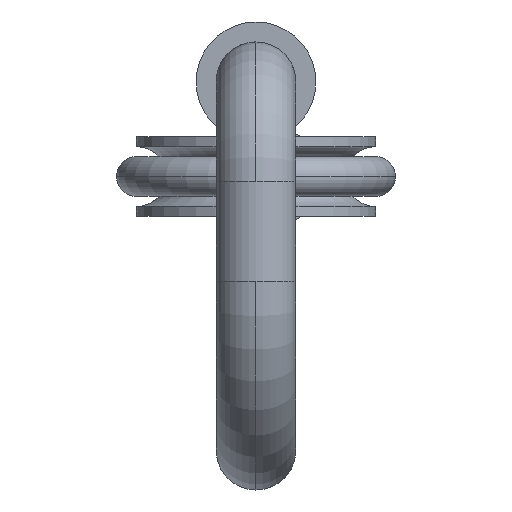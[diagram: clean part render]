
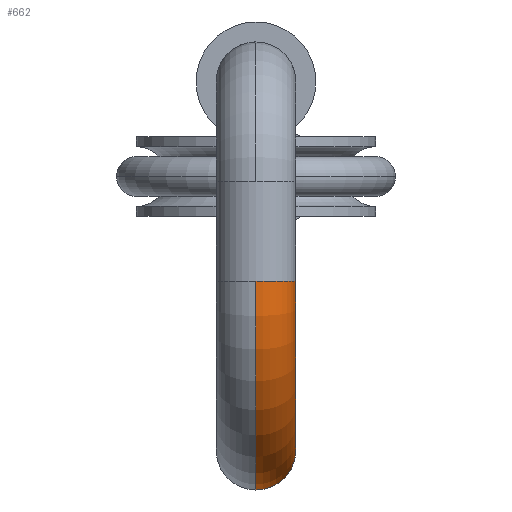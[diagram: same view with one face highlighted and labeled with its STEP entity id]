
A CAD part, left-side view. The second image highlights one B-rep face of the part: STEP entity #662.
In plain terms, the highlighted toroidal (fillet/blend) face has major radius 17 mm and minor radius 4 mm.
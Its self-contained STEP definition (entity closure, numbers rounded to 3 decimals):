
#52 = AXIS2_PLACEMENT_3D ( 'NONE', #1337, #2033, #3755 ) ;
#134 = DIRECTION ( 'NONE',  ( 0., 0., 1. ) ) ;
#282 = AXIS2_PLACEMENT_3D ( 'NONE', #1816, #2186, #134 ) ;
#330 = DIRECTION ( 'NONE',  ( 0., 0., 1. ) ) ;
#445 = FACE_OUTER_BOUND ( 'NONE', #3888, .T. ) ;
#657 = ORIENTED_EDGE ( 'NONE', *, *, #1148, .T. ) ;
#662 = ADVANCED_FACE ( 'NONE', ( #445 ), #1032, .T. ) ;
#727 = AXIS2_PLACEMENT_3D ( 'NONE', #2077, #1055, #2757 ) ;
#809 = CIRCLE ( 'NONE', #3108, 13. ) ;
#846 = ORIENTED_EDGE ( 'NONE', *, *, #3065, .F. ) ;
#897 = DIRECTION ( 'NONE',  ( 0., 0., 1. ) ) ;
#906 = VERTEX_POINT ( 'NONE', #2187 ) ;
#992 = CIRCLE ( 'NONE', #1523, 4. ) ;
#1032 = TOROIDAL_SURFACE ( 'NONE', #2239, 17., 4. ) ;
#1055 = DIRECTION ( 'NONE',  ( 0., -1., 0. ) ) ;
#1059 = VERTEX_POINT ( 'NONE', #4023 ) ;
#1148 = EDGE_CURVE ( 'NONE', #3037, #906, #4232, .T. ) ;
#1229 = EDGE_CURVE ( 'NONE', #3037, #3300, #2334, .T. ) ;
#1337 = CARTESIAN_POINT ( 'NONE',  ( 43., 10.5, 0. ) ) ;
#1523 = AXIS2_PLACEMENT_3D ( 'NONE', #1897, #2955, #897 ) ;
#1816 = CARTESIAN_POINT ( 'NONE',  ( 60., 10.5, 0. ) ) ;
#1897 = CARTESIAN_POINT ( 'NONE',  ( 36.098, 26.036, 0. ) ) ;
#1997 = CARTESIAN_POINT ( 'NONE',  ( 43., 10.5, 0. ) ) ;
#2028 = CIRCLE ( 'NONE', #282, 4. ) ;
#2033 = DIRECTION ( 'NONE',  ( 0., 0., 1. ) ) ;
#2077 = CARTESIAN_POINT ( 'NONE',  ( 60., 10.5, 0. ) ) ;
#2186 = DIRECTION ( 'NONE',  ( 0., -1., 0. ) ) ;
#2187 = CARTESIAN_POINT ( 'NONE',  ( 34.475, 29.692, 0. ) ) ;
#2239 = AXIS2_PLACEMENT_3D ( 'NONE', #2374, #330, #2725 ) ;
#2311 = DIRECTION ( 'NONE',  ( 1., 0., 0. ) ) ;
#2334 = CIRCLE ( 'NONE', #727, 4. ) ;
#2374 = CARTESIAN_POINT ( 'NONE',  ( 43., 10.5, 0. ) ) ;
#2643 = CARTESIAN_POINT ( 'NONE',  ( 60., 10.5, 4. ) ) ;
#2725 = DIRECTION ( 'NONE',  ( 1., 0., 0. ) ) ;
#2727 = EDGE_CURVE ( 'NONE', #3890, #1059, #809, .T. ) ;
#2757 = DIRECTION ( 'NONE',  ( 0., 0., 1. ) ) ;
#2847 = ORIENTED_EDGE ( 'NONE', *, *, #3267, .T. ) ;
#2955 = DIRECTION ( 'NONE',  ( 0.914, 0.406, 0. ) ) ;
#3037 = VERTEX_POINT ( 'NONE', #3862 ) ;
#3065 = EDGE_CURVE ( 'NONE', #3300, #3890, #2028, .T. ) ;
#3108 = AXIS2_PLACEMENT_3D ( 'NONE', #1997, #3734, #2311 ) ;
#3267 = EDGE_CURVE ( 'NONE', #906, #1059, #992, .T. ) ;
#3300 = VERTEX_POINT ( 'NONE', #2643 ) ;
#3615 = ORIENTED_EDGE ( 'NONE', *, *, #1229, .F. ) ;
#3635 = CARTESIAN_POINT ( 'NONE',  ( 56., 10.5, 0. ) ) ;
#3734 = DIRECTION ( 'NONE',  ( 0., 0., 1. ) ) ;
#3755 = DIRECTION ( 'NONE',  ( 1., 0., 0. ) ) ;
#3862 = CARTESIAN_POINT ( 'NONE',  ( 64., 10.5, 0. ) ) ;
#3888 = EDGE_LOOP ( 'NONE', ( #3615, #657, #2847, #4381, #846 ) ) ;
#3890 = VERTEX_POINT ( 'NONE', #3635 ) ;
#4023 = CARTESIAN_POINT ( 'NONE',  ( 37.722, 22.38, 0. ) ) ;
#4232 = CIRCLE ( 'NONE', #52, 21. ) ;
#4381 = ORIENTED_EDGE ( 'NONE', *, *, #2727, .F. ) ;
